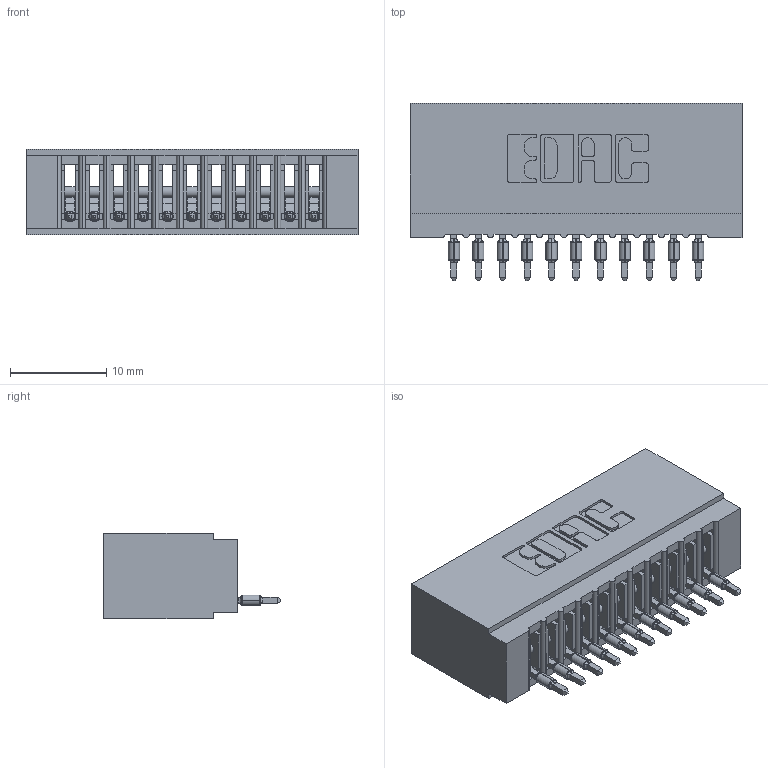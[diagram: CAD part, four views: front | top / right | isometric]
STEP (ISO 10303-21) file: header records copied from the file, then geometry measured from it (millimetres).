
FILE_DESCRIPTION (( 'STEP AP203' ), '1' );
FILE_NAME ('725-011-520-101.STEP', '2018-08-14T00:21:26', ( '' ), ( '' ), 'SwSTEP 2.0', 'SolidWorks 2016', '' );
FILE_SCHEMA (( 'CONFIG_CONTROL_DESIGN' ));
Length unit declared in the file: inch
Products named in the file (3): 725 Part_Insulator Option - 01; 745-292-001_520; 725-011-520-101
Assembly tree (12 placements, depth 2):
  725-011-520-101
    725 Part_Insulator Option - 01
    745-292-001_520  x11
Bounding box: 34.54 x 18.41 x 8.89 mm (x, y, z)
Volume: 2776.9 mm3; surface area: 4713.3 mm2
Topology: 12 solids, 12 shells, 1327 faces, 3642 edges, 2302 vertices
Faces by surface type: plane 792, cylinder 249, bspline 220, torus 66
Entity records: 22369 total; most frequent: CARTESIAN_POINT 4440, ORIENTED_EDGE 3824, DIRECTION 3348, EDGE_CURVE 1912, LINE 1664, VECTOR 1664, VERTEX_POINT 1222, AXIS2_PLACEMENT_3D 842
